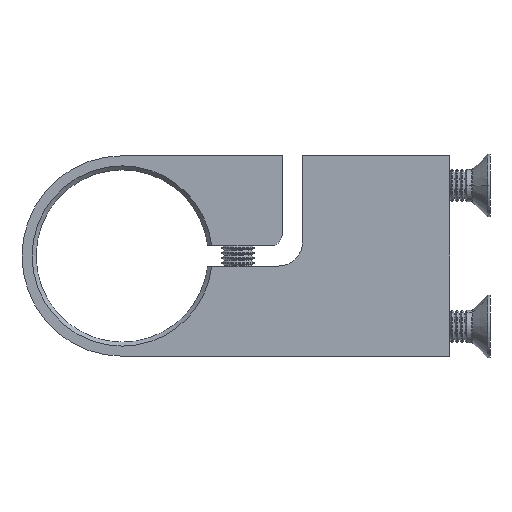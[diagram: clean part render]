
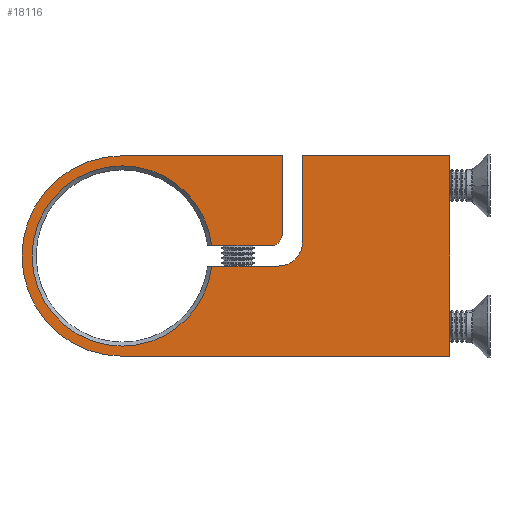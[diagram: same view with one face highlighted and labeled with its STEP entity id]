
A CAD part, left-side view. The second image highlights one B-rep face of the part: STEP entity #18116.
In plain terms, the highlighted planar face has unit normal (-1, 0, 0).
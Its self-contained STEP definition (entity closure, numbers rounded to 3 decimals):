
#331 = VERTEX_POINT ( 'NONE', #18524 ) ;
#539 = AXIS2_PLACEMENT_3D ( 'NONE', #8650, #21733, #21834 ) ;
#662 = DIRECTION ( 'NONE',  ( 1., 0., 0. ) ) ;
#807 = DIRECTION ( 'NONE',  ( 0., -1., 0. ) ) ;
#1155 = VERTEX_POINT ( 'NONE', #14844 ) ;
#1665 = VERTEX_POINT ( 'NONE', #21326 ) ;
#1780 = VERTEX_POINT ( 'NONE', #7126 ) ;
#2227 = AXIS2_PLACEMENT_3D ( 'NONE', #2373, #662, #2544 ) ;
#2254 = VERTEX_POINT ( 'NONE', #15765 ) ;
#2292 = CIRCLE ( 'NONE', #2227, 22.4 ) ;
#2373 = CARTESIAN_POINT ( 'NONE',  ( -8., 81.4, 0. ) ) ;
#2420 = LINE ( 'NONE', #20444, #21793 ) ;
#2544 = DIRECTION ( 'NONE',  ( 0., 0., -1. ) ) ;
#2685 = EDGE_CURVE ( 'NONE', #21105, #1155, #4159, .T. ) ;
#2929 = ORIENTED_EDGE ( 'NONE', *, *, #6936, .T. ) ;
#3034 = ORIENTED_EDGE ( 'NONE', *, *, #9995, .T. ) ;
#3081 = ORIENTED_EDGE ( 'NONE', *, *, #13840, .T. ) ;
#3186 = CARTESIAN_POINT ( 'NONE',  ( -8., 41.6, 24.9 ) ) ;
#3372 = VECTOR ( 'NONE', #807, 1000. ) ;
#4015 = EDGE_LOOP ( 'NONE', ( #3081, #18842, #7410, #2929, #3034, #18403, #7771, #23369, #7542, #4056, #14118, #11239, #20463, #8560 ) ) ;
#4056 = ORIENTED_EDGE ( 'NONE', *, *, #20007, .F. ) ;
#4119 = FACE_OUTER_BOUND ( 'NONE', #4015, .T. ) ;
#4159 = LINE ( 'NONE', #7975, #23506 ) ;
#4232 = DIRECTION ( 'NONE',  ( 0., 0., 1. ) ) ;
#4273 = CARTESIAN_POINT ( 'NONE',  ( -8., 81.4, -24.9 ) ) ;
#4303 = AXIS2_PLACEMENT_3D ( 'NONE', #4357, #19259, #6101 ) ;
#4357 = CARTESIAN_POINT ( 'NONE',  ( -8., 42.6, 3.5 ) ) ;
#4440 = AXIS2_PLACEMENT_3D ( 'NONE', #12135, #6501, #23108 ) ;
#4499 = VECTOR ( 'NONE', #4596, 1000. ) ;
#4548 = VERTEX_POINT ( 'NONE', #13250 ) ;
#4596 = DIRECTION ( 'NONE',  ( 0., 0., 1. ) ) ;
#4793 = LINE ( 'NONE', #23415, #4499 ) ;
#4971 = AXIS2_PLACEMENT_3D ( 'NONE', #16910, #14654, #7707 ) ;
#5139 = VERTEX_POINT ( 'NONE', #19468 ) ;
#5234 = VERTEX_POINT ( 'NONE', #17762 ) ;
#5416 = EDGE_CURVE ( 'NONE', #5139, #5234, #2292, .T. ) ;
#5508 = VERTEX_POINT ( 'NONE', #3186 ) ;
#5658 = CARTESIAN_POINT ( 'NONE',  ( -8., 42.6, -2.5 ) ) ;
#6101 = DIRECTION ( 'NONE',  ( 0., 0., -1. ) ) ;
#6304 = CARTESIAN_POINT ( 'NONE',  ( -8., 44.6, 5.5 ) ) ;
#6337 = EDGE_CURVE ( 'NONE', #1155, #14287, #23437, .T. ) ;
#6447 = CIRCLE ( 'NONE', #18897, 22.4 ) ;
#6501 = DIRECTION ( 'NONE',  ( 1., 0., 0. ) ) ;
#6908 = VECTOR ( 'NONE', #20240, 1000. ) ;
#6936 = EDGE_CURVE ( 'NONE', #4548, #11053, #6447, .T. ) ;
#7126 = CARTESIAN_POINT ( 'NONE',  ( -8., 0., -24.9 ) ) ;
#7153 = LINE ( 'NONE', #23794, #18232 ) ;
#7410 = ORIENTED_EDGE ( 'NONE', *, *, #22266, .T. ) ;
#7542 = ORIENTED_EDGE ( 'NONE', *, *, #8240, .F. ) ;
#7694 = DIRECTION ( 'NONE',  ( 0., 0., -1. ) ) ;
#7707 = DIRECTION ( 'NONE',  ( 0., 0., -1. ) ) ;
#7771 = ORIENTED_EDGE ( 'NONE', *, *, #15248, .T. ) ;
#7975 = CARTESIAN_POINT ( 'NONE',  ( -8., 36.6, 24.9 ) ) ;
#8240 = EDGE_CURVE ( 'NONE', #14807, #17977, #19554, .T. ) ;
#8560 = ORIENTED_EDGE ( 'NONE', *, *, #6337, .T. ) ;
#8650 = CARTESIAN_POINT ( 'NONE',  ( -8., 81.4, 0. ) ) ;
#8680 = CARTESIAN_POINT ( 'NONE',  ( -8., 36.6, 24.9 ) ) ;
#8969 = CARTESIAN_POINT ( 'NONE',  ( -8., 81.4, 24.9 ) ) ;
#9271 = EDGE_CURVE ( 'NONE', #331, #2254, #18081, .T. ) ;
#9855 = DIRECTION ( 'NONE',  ( 0., 0., -1. ) ) ;
#9973 = CARTESIAN_POINT ( 'NONE',  ( -8., 60.147, 2.5 ) ) ;
#9995 = EDGE_CURVE ( 'NONE', #11053, #331, #14833, .T. ) ;
#10303 = DIRECTION ( 'NONE',  ( 0., 1., 0. ) ) ;
#10964 = DIRECTION ( 'NONE',  ( 0., 1., 0. ) ) ;
#11053 = VERTEX_POINT ( 'NONE', #23982 ) ;
#11239 = ORIENTED_EDGE ( 'NONE', *, *, #20825, .F. ) ;
#11297 = VECTOR ( 'NONE', #10303, 1000. ) ;
#12084 = CIRCLE ( 'NONE', #539, 22.4 ) ;
#12135 = CARTESIAN_POINT ( 'NONE',  ( -8., 81.4, 0. ) ) ;
#12885 = EDGE_CURVE ( 'NONE', #17977, #5508, #21825, .T. ) ;
#13250 = CARTESIAN_POINT ( 'NONE',  ( -8., 81.4, 22.4 ) ) ;
#13480 = CARTESIAN_POINT ( 'NONE',  ( -8., 81.4, 0. ) ) ;
#13840 = EDGE_CURVE ( 'NONE', #14287, #5139, #2420, .T. ) ;
#14118 = ORIENTED_EDGE ( 'NONE', *, *, #22330, .F. ) ;
#14287 = VERTEX_POINT ( 'NONE', #5658 ) ;
#14654 = DIRECTION ( 'NONE',  ( 1., 0., 0. ) ) ;
#14807 = VERTEX_POINT ( 'NONE', #4273 ) ;
#14833 = LINE ( 'NONE', #9973, #15398 ) ;
#14844 = CARTESIAN_POINT ( 'NONE',  ( -8., 36.6, 3.5 ) ) ;
#15248 = EDGE_CURVE ( 'NONE', #2254, #5508, #4793, .T. ) ;
#15284 = AXIS2_PLACEMENT_3D ( 'NONE', #6304, #19366, #4232 ) ;
#15398 = VECTOR ( 'NONE', #21098, 1000. ) ;
#15765 = CARTESIAN_POINT ( 'NONE',  ( -8., 41.6, 5.5 ) ) ;
#15876 = PLANE ( 'NONE',  #4440 ) ;
#16262 = LINE ( 'NONE', #23597, #11297 ) ;
#16700 = CARTESIAN_POINT ( 'NONE',  ( -8., 81.4, 24.9 ) ) ;
#16910 = CARTESIAN_POINT ( 'NONE',  ( -8., 81.4, 0. ) ) ;
#17762 = CARTESIAN_POINT ( 'NONE',  ( -8., 81.4, -22.4 ) ) ;
#17977 = VERTEX_POINT ( 'NONE', #16700 ) ;
#18081 = CIRCLE ( 'NONE', #15284, 3. ) ;
#18116 = ADVANCED_FACE ( 'NONE', ( #4119 ), #15876, .F. ) ;
#18232 = VECTOR ( 'NONE', #18367, 1000. ) ;
#18367 = DIRECTION ( 'NONE',  ( 0., 0., -1. ) ) ;
#18403 = ORIENTED_EDGE ( 'NONE', *, *, #9271, .T. ) ;
#18524 = CARTESIAN_POINT ( 'NONE',  ( -8., 44.6, 2.5 ) ) ;
#18597 = LINE ( 'NONE', #8969, #6908 ) ;
#18842 = ORIENTED_EDGE ( 'NONE', *, *, #5416, .T. ) ;
#18897 = AXIS2_PLACEMENT_3D ( 'NONE', #13480, #19222, #7694 ) ;
#19222 = DIRECTION ( 'NONE',  ( 1., 0., 0. ) ) ;
#19259 = DIRECTION ( 'NONE',  ( 1., 0., 0. ) ) ;
#19366 = DIRECTION ( 'NONE',  ( -1., 0., 0. ) ) ;
#19468 = CARTESIAN_POINT ( 'NONE',  ( -8., 59.14, -2.5 ) ) ;
#19554 = CIRCLE ( 'NONE', #4971, 24.9 ) ;
#20007 = EDGE_CURVE ( 'NONE', #1780, #14807, #16262, .T. ) ;
#20240 = DIRECTION ( 'NONE',  ( 0., -1., 0. ) ) ;
#20444 = CARTESIAN_POINT ( 'NONE',  ( -8., 42.6, -2.5 ) ) ;
#20463 = ORIENTED_EDGE ( 'NONE', *, *, #2685, .T. ) ;
#20825 = EDGE_CURVE ( 'NONE', #21105, #1665, #18597, .T. ) ;
#21098 = DIRECTION ( 'NONE',  ( 0., -1., 0. ) ) ;
#21105 = VERTEX_POINT ( 'NONE', #8680 ) ;
#21326 = CARTESIAN_POINT ( 'NONE',  ( -8., 0., 24.9 ) ) ;
#21614 = CARTESIAN_POINT ( 'NONE',  ( -8., 81.4, 24.9 ) ) ;
#21733 = DIRECTION ( 'NONE',  ( 1., 0., 0. ) ) ;
#21793 = VECTOR ( 'NONE', #10964, 1000. ) ;
#21825 = LINE ( 'NONE', #21614, #3372 ) ;
#21834 = DIRECTION ( 'NONE',  ( 0., 0., -1. ) ) ;
#22266 = EDGE_CURVE ( 'NONE', #5234, #4548, #12084, .T. ) ;
#22330 = EDGE_CURVE ( 'NONE', #1665, #1780, #7153, .T. ) ;
#23108 = DIRECTION ( 'NONE',  ( 0., 0., -1. ) ) ;
#23369 = ORIENTED_EDGE ( 'NONE', *, *, #12885, .F. ) ;
#23415 = CARTESIAN_POINT ( 'NONE',  ( -8., 41.6, 5.5 ) ) ;
#23437 = CIRCLE ( 'NONE', #4303, 6. ) ;
#23506 = VECTOR ( 'NONE', #9855, 1000. ) ;
#23597 = CARTESIAN_POINT ( 'NONE',  ( -8., 0., -24.9 ) ) ;
#23794 = CARTESIAN_POINT ( 'NONE',  ( -8., 0., 24.9 ) ) ;
#23982 = CARTESIAN_POINT ( 'NONE',  ( -8., 59.14, 2.5 ) ) ;
